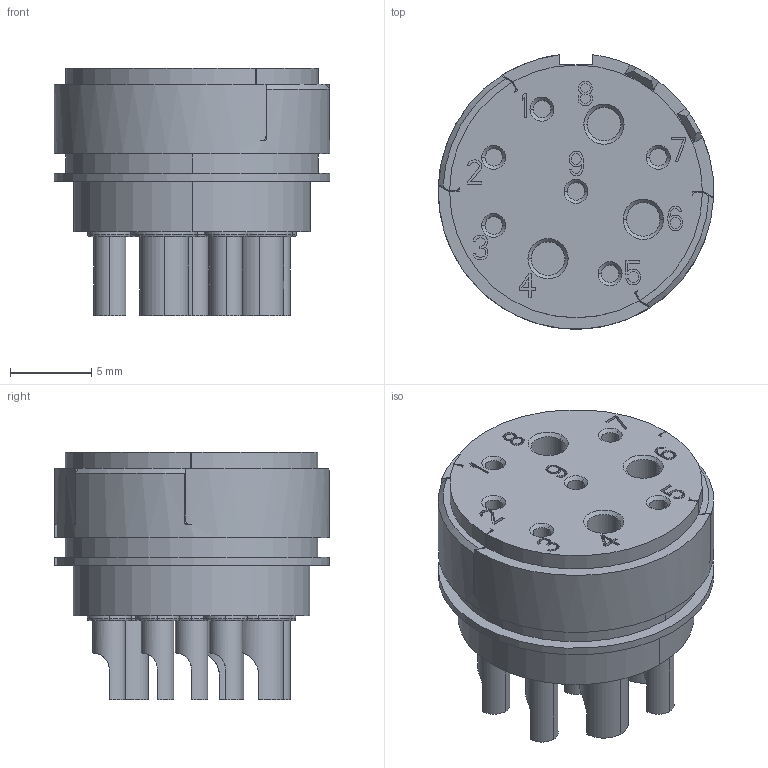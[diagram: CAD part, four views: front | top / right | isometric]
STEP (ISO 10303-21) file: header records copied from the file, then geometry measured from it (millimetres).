
FILE_DESCRIPTION((''),'2;1');
FILE_NAME('1603668','2015-04-02T',('feitelbuss'),(''),'PRO/ENGINEER BY PARAMETRIC TECHNOLOGY CORPORATION, 2014200','PRO/ENGINEER BY PARAMETRIC TECHNOLOGY CORPORATION, 2014200','');
FILE_SCHEMA(('AUTOMOTIVE_DESIGN { 1 0 10303 214 1 1 1 1 }'));
Length unit declared in the file: millimetre
Products named in the file (1): 1603668
Bounding box: 17 x 16.94 x 15.3 mm (x, y, z)
Volume: 2014.3 mm3; surface area: 1744.4 mm2
Topology: 1 solids, 1 shells, 1046 faces, 2904 edges, 1894 vertices
Faces by surface type: plane 841, cylinder 131, cone 40, torus 34
Entity records: 33643 total; most frequent: CARTESIAN_POINT 6664, ORIENTED_EDGE 5772, DIRECTION 5229, EDGE_CURVE 2886, VECTOR 2475, LINE 2475, VERTEX_POINT 1894, AXIS2_PLACEMENT_3D 1377
